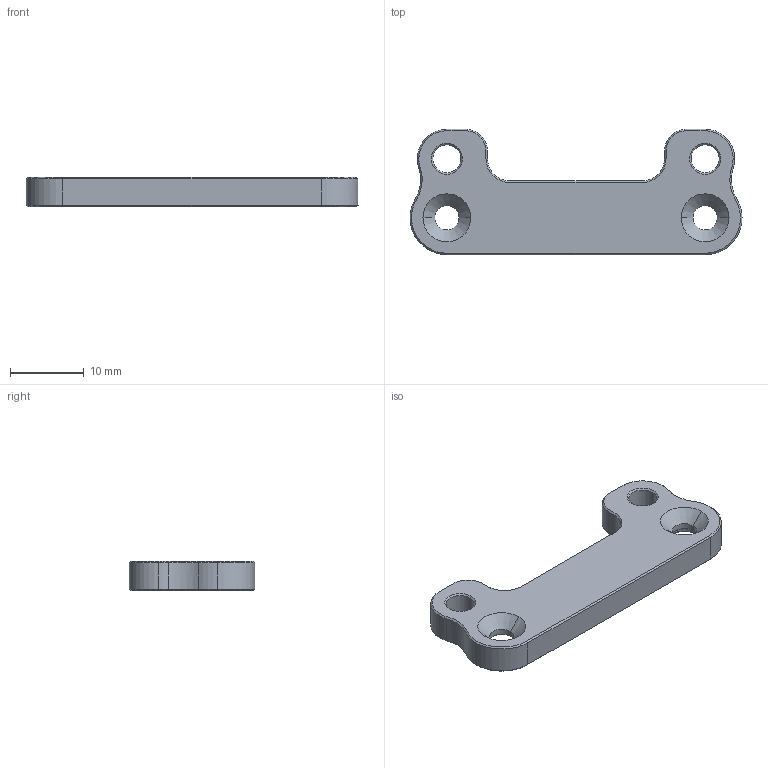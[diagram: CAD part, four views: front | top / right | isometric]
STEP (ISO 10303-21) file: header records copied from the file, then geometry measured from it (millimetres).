
FILE_DESCRIPTION (( 'STEP AP203' ), '1' );
FILE_NAME ('4020盓殤.STEP', '2023-09-09T07:02:24', ( 'Leo' ), ( '' ), 'SwSTEP 2.0', 'SolidWorks 2018', '' );
FILE_SCHEMA (( 'CONFIG_CONTROL_DESIGN' ));
Length unit declared in the file: millimetre
Products named in the file (1): 4020盓殤
Bounding box: 45 x 17 x 4 mm (x, y, z)
Volume: 1717.5 mm3; surface area: 1732.7 mm2
Topology: 1 solids, 1 shells, 98 faces, 225 edges, 130 vertices
Faces by surface type: cone 48, plane 27, cylinder 23
Entity records: 2820 total; most frequent: DIRECTION 521, CARTESIAN_POINT 454, ORIENTED_EDGE 450, EDGE_CURVE 225, AXIS2_PLACEMENT_3D 197, VERTEX_POINT 130, LINE 127, VECTOR 127
